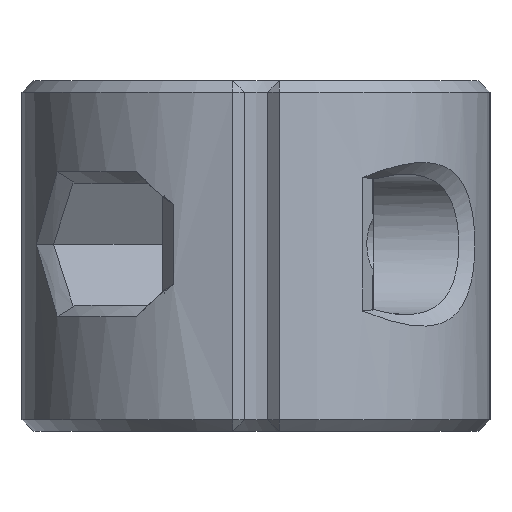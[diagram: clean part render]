
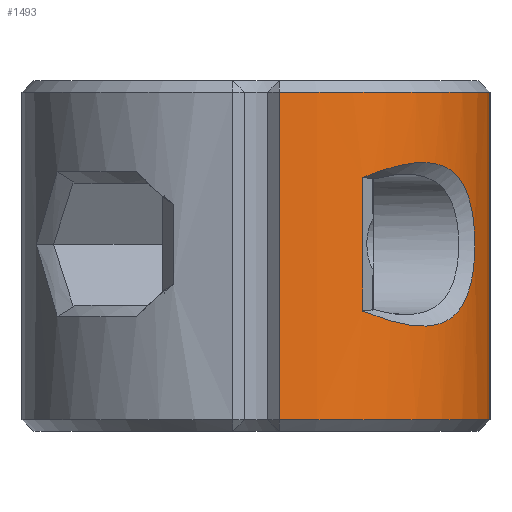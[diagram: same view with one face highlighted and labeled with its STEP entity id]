
A CAD part, left-side view. The second image highlights one B-rep face of the part: STEP entity #1493.
In plain terms, the highlighted cylindrical face has radius 10 mm (diameter 20 mm), a partial arc.
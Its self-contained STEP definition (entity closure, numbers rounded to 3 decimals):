
#47=FACE_BOUND('',#218,.T.);
#56=CYLINDRICAL_SURFACE('',#1601,10.);
#71=CIRCLE('',#1602,10.);
#72=CIRCLE('',#1603,10.);
#127=FACE_OUTER_BOUND('',#217,.T.);
#217=EDGE_LOOP('',(#994,#995,#996,#997));
#218=EDGE_LOOP('',(#998,#999));
#313=B_SPLINE_CURVE_WITH_KNOTS('',3,(#2173,#2174,#2175,#2176,#2177,#2178,
#2179,#2180,#2181,#2182,#2183,#2184,#2185,#2186,#2187,#2188,#2189),
 .UNSPECIFIED.,.F.,.F.,(4,2,2,1,1,1,1,1,1,1,1,1,4),(-2.163,-1.851,
-1.709,-1.531,-1.472,-1.413,
-1.236,-1.177,-1.118,-1.,
-0.881,-0.763,-0.527),.UNSPECIFIED.);
#376=LINE('',#2098,#482);
#379=LINE('',#2231,#485);
#380=LINE('',#2234,#486);
#482=VECTOR('',#1728,10.);
#485=VECTOR('',#1747,10.);
#486=VECTOR('',#1750,10.);
#592=VERTEX_POINT('',#2092);
#593=VERTEX_POINT('',#2097);
#599=VERTEX_POINT('',#2227);
#600=VERTEX_POINT('',#2228);
#601=VERTEX_POINT('',#2230);
#602=VERTEX_POINT('',#2232);
#738=EDGE_CURVE('',#592,#593,#376,.T.);
#741=EDGE_CURVE('',#593,#592,#313,.T.);
#750=EDGE_CURVE('',#599,#600,#71,.T.);
#751=EDGE_CURVE('',#601,#599,#379,.T.);
#752=EDGE_CURVE('',#602,#601,#72,.T.);
#753=EDGE_CURVE('',#600,#602,#380,.T.);
#994=ORIENTED_EDGE('',*,*,#750,.F.);
#995=ORIENTED_EDGE('',*,*,#751,.F.);
#996=ORIENTED_EDGE('',*,*,#752,.F.);
#997=ORIENTED_EDGE('',*,*,#753,.F.);
#998=ORIENTED_EDGE('',*,*,#738,.F.);
#999=ORIENTED_EDGE('',*,*,#741,.F.);
#1493=ADVANCED_FACE('',(#127,#47),#56,.T.);
#1601=AXIS2_PLACEMENT_3D('',#2226,#1743,#1744);
#1602=AXIS2_PLACEMENT_3D('',#2229,#1745,#1746);
#1603=AXIS2_PLACEMENT_3D('',#2233,#1748,#1749);
#1728=DIRECTION('',(0.,0.,-1.));
#1743=DIRECTION('center_axis',(0.,0.,-1.));
#1744=DIRECTION('ref_axis',(-1.,0.,0.));
#1745=DIRECTION('center_axis',(0.,0.,-1.));
#1746=DIRECTION('ref_axis',(-1.,0.,0.));
#1747=DIRECTION('',(0.,0.,-1.));
#1748=DIRECTION('center_axis',(0.,0.,1.));
#1749=DIRECTION('ref_axis',(-1.,0.,0.));
#1750=DIRECTION('',(0.,0.,1.));
#2092=CARTESIAN_POINT('',(-48.899,-4.561,-4.145));
#2097=CARTESIAN_POINT('',(-48.899,-4.561,-9.855));
#2098=CARTESIAN_POINT('',(-48.899,-4.561,0.));
#2173=CARTESIAN_POINT('Ctrl Pts',(-48.899,-4.561,-9.855));
#2174=CARTESIAN_POINT('Ctrl Pts',(-48.43,-5.477,-10.225));
#2175=CARTESIAN_POINT('Ctrl Pts',(-47.803,-6.353,-10.497));
#2176=CARTESIAN_POINT('Ctrl Pts',(-46.631,-7.504,-10.5));
#2177=CARTESIAN_POINT('Ctrl Pts',(-46.196,-7.869,-10.434));
#2178=CARTESIAN_POINT('Ctrl Pts',(-45.2,-8.568,-10.035));
#2179=CARTESIAN_POINT('Ctrl Pts',(-44.488,-8.952,-9.536));
#2180=CARTESIAN_POINT('Ctrl Pts',(-43.862,-9.227,-8.525));
#2181=CARTESIAN_POINT('Ctrl Pts',(-43.446,-9.389,-7.364));
#2182=CARTESIAN_POINT('Ctrl Pts',(-43.534,-9.36,-6.132));
#2183=CARTESIAN_POINT('Ctrl Pts',(-44.11,-9.12,-5.043));
#2184=CARTESIAN_POINT('Ctrl Pts',(-44.679,-8.848,-4.354));
#2185=CARTESIAN_POINT('Ctrl Pts',(-45.569,-8.344,-3.741));
#2186=CARTESIAN_POINT('Ctrl Pts',(-46.688,-7.476,-3.465));
#2187=CARTESIAN_POINT('Ctrl Pts',(-47.868,-6.265,-3.536));
#2188=CARTESIAN_POINT('Ctrl Pts',(-48.543,-5.256,-3.864));
#2189=CARTESIAN_POINT('Ctrl Pts',(-48.899,-4.561,-4.145));
#2226=CARTESIAN_POINT('Origin',(-40.,0.,
0.));
#2227=CARTESIAN_POINT('',(-40.,-10.,-14.5));
#2228=CARTESIAN_POINT('',(-49.95,-0.999,-14.5));
#2229=CARTESIAN_POINT('Origin',(-40.,0.,
-14.5));
#2230=CARTESIAN_POINT('',(-40.,-10.,-0.5));
#2231=CARTESIAN_POINT('',(-40.,-10.,0.));
#2232=CARTESIAN_POINT('',(-49.95,-0.999,-0.5));
#2233=CARTESIAN_POINT('Origin',(-40.,0.,
-0.5));
#2234=CARTESIAN_POINT('',(-49.95,-0.999,0.));
